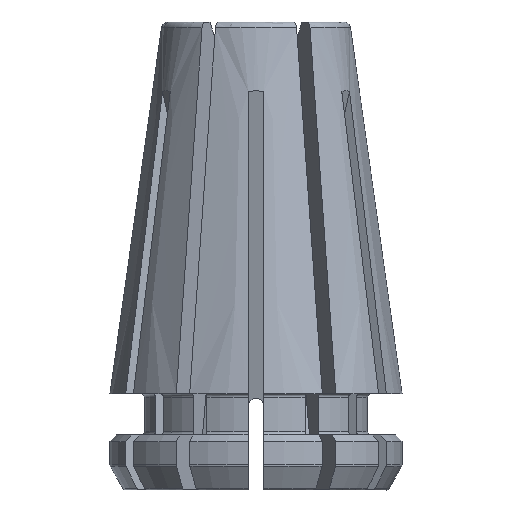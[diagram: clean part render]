
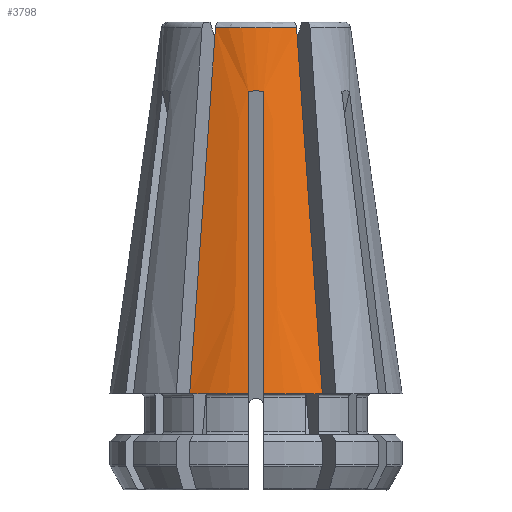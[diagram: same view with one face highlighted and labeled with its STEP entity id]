
A CAD part, left-side view. The second image highlights one B-rep face of the part: STEP entity #3798.
In plain terms, the highlighted conical face has half-angle 8 degrees and reference radius 4.25 mm.
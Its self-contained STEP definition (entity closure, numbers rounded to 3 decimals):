
#29=ELLIPSE('',#4253,27.581,5.633);
#132=CONICAL_SURFACE('',#4271,4.25,0.14);
#237=B_SPLINE_CURVE_WITH_KNOTS('',3,(#7148,#7149,#7150,#7151,#7152,#7153,
#7154,#7155,#7156,#7157),.UNSPECIFIED.,.F.,.F.,(4,3,3,4),(0.004,
0.006,0.011,0.013),.UNSPECIFIED.);
#238=B_SPLINE_CURVE_WITH_KNOTS('',3,(#7164,#7165,#7166,#7167,#7168,#7169,
#7170),.UNSPECIFIED.,.F.,.F.,(4,3,4),(0.,0.005,
0.011),.UNSPECIFIED.);
#243=B_SPLINE_CURVE_WITH_KNOTS('',3,(#7234,#7235,#7236,#7237,#7238,#7239,
#7240,#7241,#7242,#7243),.UNSPECIFIED.,.F.,.F.,(4,3,3,4),(0.004,
0.006,0.011,0.013),.UNSPECIFIED.);
#244=B_SPLINE_CURVE_WITH_KNOTS('',3,(#7244,#7245,#7246,#7247,#7248,#7249,
#7250),.UNSPECIFIED.,.F.,.F.,(4,3,4),(0.,0.005,
0.011),.UNSPECIFIED.);
#436=CIRCLE('',#4023,4.25);
#496=CIRCLE('',#4119,4.25);
#501=CIRCLE('',#4127,2.756);
#1469=ORIENTED_EDGE('',*,*,#2107,.T.);
#1470=ORIENTED_EDGE('',*,*,#2307,.F.);
#1471=ORIENTED_EDGE('',*,*,#2308,.F.);
#1472=ORIENTED_EDGE('',*,*,#2332,.T.);
#1473=ORIENTED_EDGE('',*,*,#1987,.T.);
#1474=ORIENTED_EDGE('',*,*,#2333,.F.);
#1475=ORIENTED_EDGE('',*,*,#2116,.F.);
#1476=ORIENTED_EDGE('',*,*,#2311,.T.);
#1987=EDGE_CURVE('',#2535,#2536,#436,.T.);
#2107=EDGE_CURVE('',#2626,#2625,#496,.T.);
#2116=EDGE_CURVE('',#2631,#2633,#501,.T.);
#2307=EDGE_CURVE('',#2758,#2625,#237,.T.);
#2308=EDGE_CURVE('',#2759,#2758,#29,.T.);
#2311=EDGE_CURVE('',#2631,#2626,#238,.T.);
#2332=EDGE_CURVE('',#2759,#2535,#243,.T.);
#2333=EDGE_CURVE('',#2633,#2536,#244,.T.);
#2535=VERTEX_POINT('',#6150);
#2536=VERTEX_POINT('',#6152);
#2625=VERTEX_POINT('',#6535);
#2626=VERTEX_POINT('',#6537);
#2631=VERTEX_POINT('',#6556);
#2633=VERTEX_POINT('',#6559);
#2758=VERTEX_POINT('',#7147);
#2759=VERTEX_POINT('',#7160);
#3359=EDGE_LOOP('',(#1469,#1470,#1471,#1472,#1473,#1474,#1475,#1476));
#3565=FACE_BOUND('',#3359,.T.);
#3798=ADVANCED_FACE('',(#3565),#132,.T.);
#4023=AXIS2_PLACEMENT_3D('',#6153,#4741,#4742);
#4119=AXIS2_PLACEMENT_3D('',#6536,#4974,#4975);
#4127=AXIS2_PLACEMENT_3D('',#6558,#4993,#4994);
#4253=AXIS2_PLACEMENT_3D('',#7159,#5318,#5319);
#4271=AXIS2_PLACEMENT_3D('',#7233,#5367,#5368);
#4741=DIRECTION('',(0.,0.,1.));
#4742=DIRECTION('',(1.,0.,0.));
#4974=DIRECTION('',(0.,0.,1.));
#4975=DIRECTION('',(1.,0.,0.));
#4993=DIRECTION('',(0.,0.,1.));
#4994=DIRECTION('',(1.,0.,0.));
#5318=DIRECTION('',(-0.969,0.,-0.245));
#5319=DIRECTION('',(0.245,0.,-0.969));
#5367=DIRECTION('',(0.,0.,-1.));
#5368=DIRECTION('',(-1.,0.,0.));
#6150=CARTESIAN_POINT('',(-4.244,-0.225,2.8));
#6152=CARTESIAN_POINT('',(-3.788,-1.927,2.8));
#6153=CARTESIAN_POINT('',(0.,0.,2.8));
#6535=CARTESIAN_POINT('',(-4.244,0.225,2.8));
#6536=CARTESIAN_POINT('',(0.,0.,2.8));
#6537=CARTESIAN_POINT('',(-3.788,1.927,2.8));
#6556=CARTESIAN_POINT('',(-2.492,1.179,13.428));
#6558=CARTESIAN_POINT('',(0.,0.,13.428));
#6559=CARTESIAN_POINT('',(-2.492,-1.179,13.428));
#7147=CARTESIAN_POINT('',(-3.008,0.225,11.579));
#7148=CARTESIAN_POINT('',(-3.008,0.225,11.579));
#7149=CARTESIAN_POINT('',(-3.06,0.225,11.209));
#7150=CARTESIAN_POINT('',(-3.112,0.225,10.84));
#7151=CARTESIAN_POINT('',(-3.164,0.225,10.471));
#7152=CARTESIAN_POINT('',(-3.423,0.225,8.633));
#7153=CARTESIAN_POINT('',(-3.682,0.225,6.795));
#7154=CARTESIAN_POINT('',(-3.941,0.225,4.956));
#7155=CARTESIAN_POINT('',(-4.042,0.225,4.238));
#7156=CARTESIAN_POINT('',(-4.143,0.225,3.519));
#7157=CARTESIAN_POINT('',(-4.244,0.225,2.8));
#7159=CARTESIAN_POINT('',(3.758,0.,-15.137));
#7160=CARTESIAN_POINT('',(-3.008,-0.225,11.579));
#7164=CARTESIAN_POINT('',(-2.492,1.179,13.428));
#7165=CARTESIAN_POINT('',(-2.687,1.291,11.831));
#7166=CARTESIAN_POINT('',(-2.882,1.404,10.233));
#7167=CARTESIAN_POINT('',(-3.076,1.516,8.636));
#7168=CARTESIAN_POINT('',(-3.314,1.653,6.691));
#7169=CARTESIAN_POINT('',(-3.551,1.79,4.745));
#7170=CARTESIAN_POINT('',(-3.788,1.927,2.8));
#7233=CARTESIAN_POINT('',(0.,0.,2.8));
#7234=CARTESIAN_POINT('',(-3.008,-0.225,11.579));
#7235=CARTESIAN_POINT('',(-3.06,-0.225,11.209));
#7236=CARTESIAN_POINT('',(-3.112,-0.225,10.84));
#7237=CARTESIAN_POINT('',(-3.164,-0.225,10.471));
#7238=CARTESIAN_POINT('',(-3.423,-0.225,8.633));
#7239=CARTESIAN_POINT('',(-3.682,-0.225,6.795));
#7240=CARTESIAN_POINT('',(-3.941,-0.225,4.956));
#7241=CARTESIAN_POINT('',(-4.042,-0.225,4.238));
#7242=CARTESIAN_POINT('',(-4.143,-0.225,3.519));
#7243=CARTESIAN_POINT('',(-4.244,-0.225,2.8));
#7244=CARTESIAN_POINT('',(-2.492,-1.179,13.428));
#7245=CARTESIAN_POINT('',(-2.687,-1.291,11.831));
#7246=CARTESIAN_POINT('',(-2.882,-1.404,10.233));
#7247=CARTESIAN_POINT('',(-3.076,-1.516,8.636));
#7248=CARTESIAN_POINT('',(-3.314,-1.653,6.691));
#7249=CARTESIAN_POINT('',(-3.551,-1.79,4.745));
#7250=CARTESIAN_POINT('',(-3.788,-1.927,2.8));
